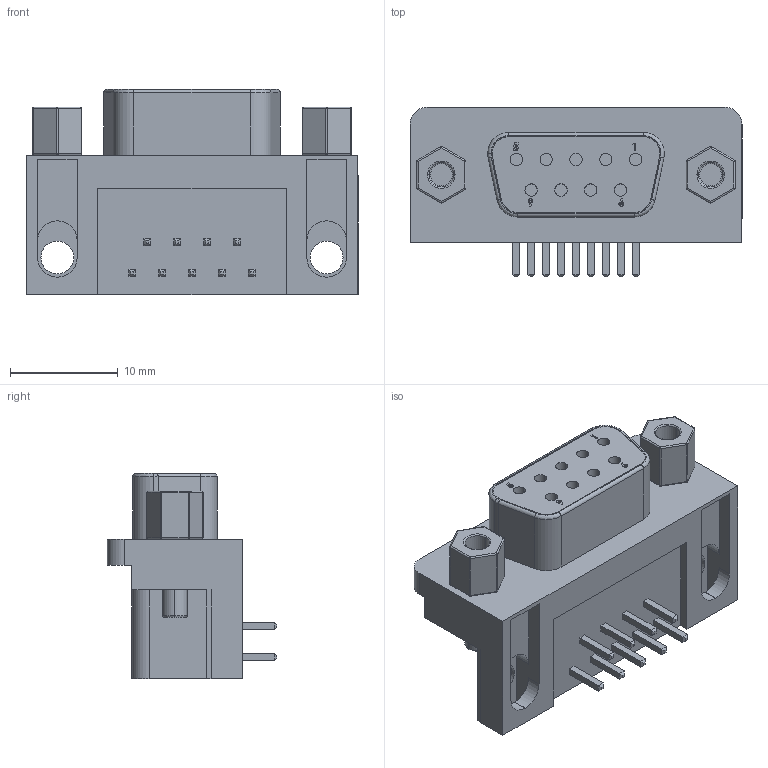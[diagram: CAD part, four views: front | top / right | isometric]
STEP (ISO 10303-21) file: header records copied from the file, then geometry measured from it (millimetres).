
FILE_DESCRIPTION (( 'STEP AP214' ), '1' );
FILE_NAME ('B43D6499-677E-4D16-8E29-9EF7A75E0DBA.STEP', '2008-06-27T09:02:31', ( 'SysAdmin' ), ( 'SolidWorks' ), 'SwSTEP 2.0', 'SolidWorks 2008', '' );
FILE_SCHEMA (( 'AUTOMOTIVE_DESIGN' ));
Length unit declared in the file: inch
Products named in the file (3): SW3dPS-9-PIN_DSUB-1_CONN_SCREW; SW3dPS-9-PIN_DSUB-1_9-PIN_DSUB; B43D6499-677E-4D16-8E29-9EF7A75E0DBA
Assembly tree (3 placements, depth 2):
  B43D6499-677E-4D16-8E29-9EF7A75E0DBA
    SW3dPS-9-PIN_DSUB-1_CONN_SCREW  x2
    SW3dPS-9-PIN_DSUB-1_9-PIN_DSUB
Bounding box: 30.81 x 15.72 x 19.08 mm (x, y, z)
Volume: 3975 mm3; surface area: 3574.8 mm2
Topology: 3 solids, 3 shells, 366 faces, 870 edges, 533 vertices
Faces by surface type: plane 192, cylinder 105, bspline 29, sphere 24, torus 16
Entity records: 14476 total; most frequent: CARTESIAN_POINT 3701, ORIENTED_EDGE 1508, DIRECTION 1466, EDGE_CURVE 754, VECTOR 518, LINE 518, AXIS2_PLACEMENT_3D 474, VERTEX_POINT 473
